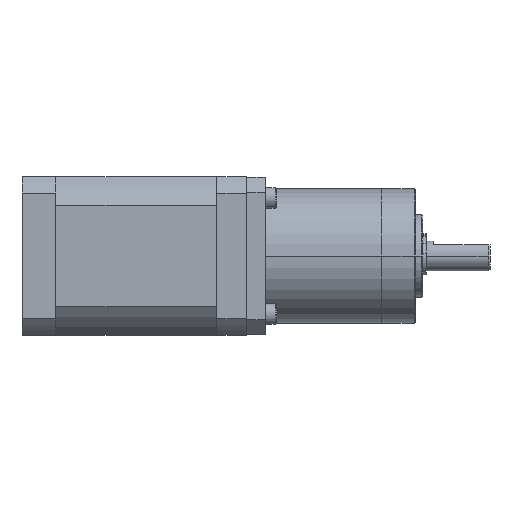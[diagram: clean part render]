
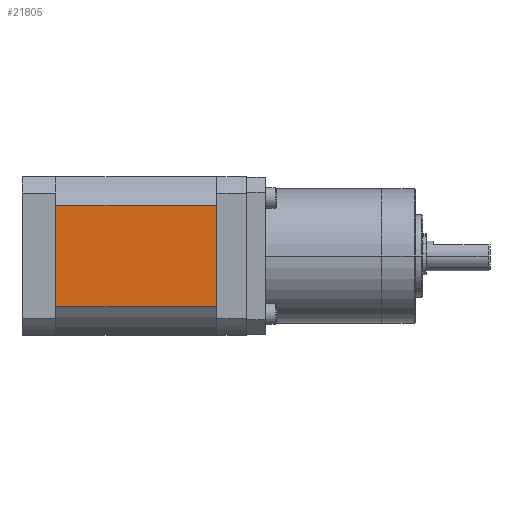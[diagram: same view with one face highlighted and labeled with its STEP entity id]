
A CAD part, left-side view. The second image highlights one B-rep face of the part: STEP entity #21805.
In plain terms, the highlighted planar face has unit normal (-1, 0, 0).
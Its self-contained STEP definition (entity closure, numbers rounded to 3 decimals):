
#61 = EDGE_CURVE ( 'NONE', #1054, #14792, #22755, .T. ) ;
#1054 = VERTEX_POINT ( 'NONE', #21330 ) ;
#1106 = CARTESIAN_POINT ( 'NONE',  ( -21.15, 0., 13.516 ) ) ;
#1575 = ORIENTED_EDGE ( 'NONE', *, *, #24203, .F. ) ;
#1872 = EDGE_LOOP ( 'NONE', ( #10059, #3925, #2229, #1575 ) ) ;
#2229 = ORIENTED_EDGE ( 'NONE', *, *, #19254, .F. ) ;
#2467 = VECTOR ( 'NONE', #21153, 1000. ) ;
#3925 = ORIENTED_EDGE ( 'NONE', *, *, #61, .T. ) ;
#6423 = LINE ( 'NONE', #1106, #11672 ) ;
#6645 = LINE ( 'NONE', #14171, #22858 ) ;
#7065 = DIRECTION ( 'NONE',  ( 0., 0., -1. ) ) ;
#7157 = VERTEX_POINT ( 'NONE', #11675 ) ;
#8808 = FACE_OUTER_BOUND ( 'NONE', #1872, .T. ) ;
#10059 = ORIENTED_EDGE ( 'NONE', *, *, #14365, .F. ) ;
#11672 = VECTOR ( 'NONE', #11870, 1000. ) ;
#11675 = CARTESIAN_POINT ( 'NONE',  ( -21.15, 43., -13.516 ) ) ;
#11870 = DIRECTION ( 'NONE',  ( 0., -1., 0. ) ) ;
#12394 = PLANE ( 'NONE',  #20778 ) ;
#13404 = CARTESIAN_POINT ( 'NONE',  ( -21.15, 0., 21.15 ) ) ;
#14010 = VERTEX_POINT ( 'NONE', #18493 ) ;
#14171 = CARTESIAN_POINT ( 'NONE',  ( -21.15, 0., -13.516 ) ) ;
#14365 = EDGE_CURVE ( 'NONE', #1054, #7157, #6645, .T. ) ;
#14792 = VERTEX_POINT ( 'NONE', #15990 ) ;
#15031 = LINE ( 'NONE', #22531, #23462 ) ;
#15990 = CARTESIAN_POINT ( 'NONE',  ( -21.15, 0., 13.516 ) ) ;
#18493 = CARTESIAN_POINT ( 'NONE',  ( -21.15, 43., 13.516 ) ) ;
#19254 = EDGE_CURVE ( 'NONE', #14010, #14792, #6423, .T. ) ;
#19846 = DIRECTION ( 'NONE',  ( 0., 1., 0. ) ) ;
#19904 = DIRECTION ( 'NONE',  ( 1., 0., 0. ) ) ;
#20699 = DIRECTION ( 'NONE',  ( 0., 0., 1. ) ) ;
#20778 = AXIS2_PLACEMENT_3D ( 'NONE', #23834, #19904, #7065 ) ;
#21153 = DIRECTION ( 'NONE',  ( 0., 0., 1. ) ) ;
#21330 = CARTESIAN_POINT ( 'NONE',  ( -21.15, 0., -13.516 ) ) ;
#21805 = ADVANCED_FACE ( 'NONE', ( #8808 ), #12394, .F. ) ;
#22531 = CARTESIAN_POINT ( 'NONE',  ( -21.15, 43., 21.15 ) ) ;
#22755 = LINE ( 'NONE', #13404, #2467 ) ;
#22858 = VECTOR ( 'NONE', #19846, 1000. ) ;
#23462 = VECTOR ( 'NONE', #20699, 1000. ) ;
#23834 = CARTESIAN_POINT ( 'NONE',  ( -21.15, 43., 21.15 ) ) ;
#24203 = EDGE_CURVE ( 'NONE', #7157, #14010, #15031, .T. ) ;
